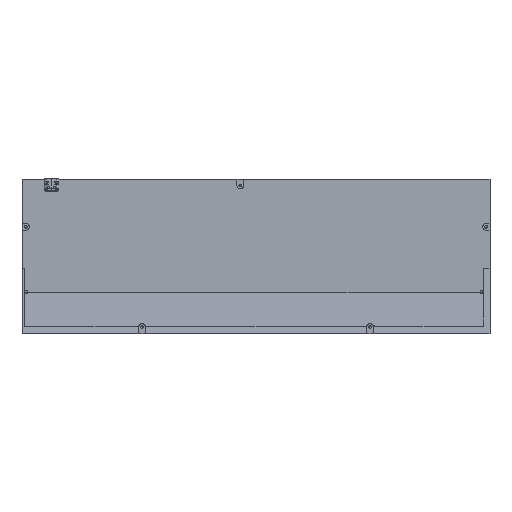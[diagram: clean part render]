
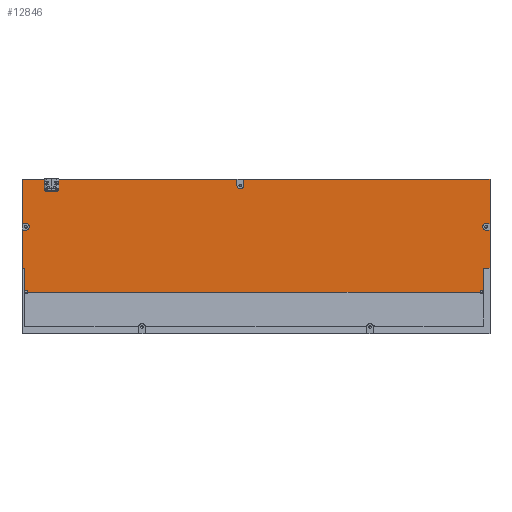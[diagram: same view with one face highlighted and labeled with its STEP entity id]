
A CAD part, top view. The second image highlights one B-rep face of the part: STEP entity #12846.
In plain terms, the highlighted planar face has unit normal (0, 0, 1).
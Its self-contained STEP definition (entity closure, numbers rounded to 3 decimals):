
#29=ELLIPSE('',#13859,1.006,1.);
#30=ELLIPSE('',#13861,1.006,1.);
#529=CIRCLE('',#13901,2.);
#531=CIRCLE('',#13908,2.);
#533=CIRCLE('',#13914,2.);
#1250=FACE_OUTER_BOUND('',#1959,.T.);
#1959=EDGE_LOOP('',(#10842,#10843,#10844,#10845,#10846,#10847,#10848,#10849,
#10850,#10851,#10852,#10853,#10854,#10855,#10856,#10857,#10858,#10859,#10860,
#10861,#10862,#10863));
#3253=LINE('',#20691,#4629);
#3283=LINE('',#20813,#4659);
#3288=LINE('',#20827,#4664);
#3292=LINE('',#20835,#4668);
#3296=LINE('',#20842,#4672);
#3297=LINE('',#20846,#4673);
#3302=LINE('',#20860,#4678);
#3306=LINE('',#20868,#4682);
#3311=LINE('',#20876,#4687);
#3314=LINE('',#20888,#4690);
#3317=LINE('',#20894,#4693);
#3321=LINE('',#20902,#4697);
#3322=LINE('',#20903,#4698);
#3323=LINE('',#20904,#4699);
#3324=LINE('',#20906,#4700);
#3325=LINE('',#20908,#4701);
#3326=LINE('',#20909,#4702);
#4629=VECTOR('',#17090,10.);
#4659=VECTOR('',#17216,10.);
#4664=VECTOR('',#17229,10.);
#4668=VECTOR('',#17237,10.);
#4672=VECTOR('',#17241,10.);
#4673=VECTOR('',#17244,10.);
#4678=VECTOR('',#17257,10.);
#4682=VECTOR('',#17265,10.);
#4687=VECTOR('',#17270,10.);
#4690=VECTOR('',#17281,10.);
#4693=VECTOR('',#17286,10.);
#4697=VECTOR('',#17294,10.);
#4698=VECTOR('',#17295,10.);
#4699=VECTOR('',#17296,10.);
#4700=VECTOR('',#17297,10.);
#4701=VECTOR('',#17298,10.);
#4702=VECTOR('',#17299,10.);
#5725=VERTEX_POINT('',#20673);
#5726=VERTEX_POINT('',#20674);
#5727=VERTEX_POINT('',#20680);
#5728=VERTEX_POINT('',#20681);
#5771=VERTEX_POINT('',#20811);
#5772=VERTEX_POINT('',#20812);
#5775=VERTEX_POINT('',#20820);
#5777=VERTEX_POINT('',#20826);
#5779=VERTEX_POINT('',#20834);
#5782=VERTEX_POINT('',#20840);
#5783=VERTEX_POINT('',#20844);
#5784=VERTEX_POINT('',#20845);
#5787=VERTEX_POINT('',#20853);
#5789=VERTEX_POINT('',#20859);
#5791=VERTEX_POINT('',#20867);
#5795=VERTEX_POINT('',#20878);
#5796=VERTEX_POINT('',#20879);
#5799=VERTEX_POINT('',#20887);
#5801=VERTEX_POINT('',#20893);
#5803=VERTEX_POINT('',#20901);
#5804=VERTEX_POINT('',#20905);
#5805=VERTEX_POINT('',#20907);
#7396=EDGE_CURVE('',#5727,#5726,#3253,.T.);
#7408=EDGE_CURVE('',#5726,#5725,#29,.T.);
#7409=EDGE_CURVE('',#5728,#5727,#30,.T.);
#7454=EDGE_CURVE('',#5771,#5772,#3283,.T.);
#7458=EDGE_CURVE('',#5775,#5771,#529,.T.);
#7461=EDGE_CURVE('',#5777,#5775,#3288,.T.);
#7465=EDGE_CURVE('',#5777,#5779,#3292,.T.);
#7469=EDGE_CURVE('',#5782,#5772,#3296,.T.);
#7470=EDGE_CURVE('',#5783,#5784,#3297,.T.);
#7474=EDGE_CURVE('',#5787,#5783,#531,.T.);
#7477=EDGE_CURVE('',#5789,#5787,#3302,.T.);
#7481=EDGE_CURVE('',#5789,#5791,#3306,.T.);
#7486=EDGE_CURVE('',#5779,#5784,#3311,.T.);
#7487=EDGE_CURVE('',#5795,#5796,#533,.T.);
#7491=EDGE_CURVE('',#5799,#5795,#3314,.T.);
#7494=EDGE_CURVE('',#5796,#5801,#3317,.T.);
#7498=EDGE_CURVE('',#5803,#5725,#3321,.F.);
#7499=EDGE_CURVE('',#5803,#5791,#3322,.T.);
#7500=EDGE_CURVE('',#5799,#5782,#3323,.T.);
#7501=EDGE_CURVE('',#5804,#5801,#3324,.T.);
#7502=EDGE_CURVE('',#5804,#5805,#3325,.T.);
#7503=EDGE_CURVE('',#5728,#5805,#3326,.T.);
#10842=ORIENTED_EDGE('',*,*,#7408,.T.);
#10843=ORIENTED_EDGE('',*,*,#7498,.F.);
#10844=ORIENTED_EDGE('',*,*,#7499,.T.);
#10845=ORIENTED_EDGE('',*,*,#7481,.F.);
#10846=ORIENTED_EDGE('',*,*,#7477,.T.);
#10847=ORIENTED_EDGE('',*,*,#7474,.T.);
#10848=ORIENTED_EDGE('',*,*,#7470,.T.);
#10849=ORIENTED_EDGE('',*,*,#7486,.F.);
#10850=ORIENTED_EDGE('',*,*,#7465,.F.);
#10851=ORIENTED_EDGE('',*,*,#7461,.T.);
#10852=ORIENTED_EDGE('',*,*,#7458,.T.);
#10853=ORIENTED_EDGE('',*,*,#7454,.T.);
#10854=ORIENTED_EDGE('',*,*,#7469,.F.);
#10855=ORIENTED_EDGE('',*,*,#7500,.F.);
#10856=ORIENTED_EDGE('',*,*,#7491,.T.);
#10857=ORIENTED_EDGE('',*,*,#7487,.T.);
#10858=ORIENTED_EDGE('',*,*,#7494,.T.);
#10859=ORIENTED_EDGE('',*,*,#7501,.F.);
#10860=ORIENTED_EDGE('',*,*,#7502,.T.);
#10861=ORIENTED_EDGE('',*,*,#7503,.F.);
#10862=ORIENTED_EDGE('',*,*,#7409,.T.);
#10863=ORIENTED_EDGE('',*,*,#7396,.T.);
#11475=PLANE('',#13919);
#12846=ADVANCED_FACE('',(#1250),#11475,.T.);
#13859=AXIS2_PLACEMENT_3D('',#20714,#17110,#17111);
#13861=AXIS2_PLACEMENT_3D('',#20716,#17114,#17115);
#13901=AXIS2_PLACEMENT_3D('',#20821,#17222,#17223);
#13908=AXIS2_PLACEMENT_3D('',#20854,#17250,#17251);
#13914=AXIS2_PLACEMENT_3D('',#20880,#17273,#17274);
#13919=AXIS2_PLACEMENT_3D('',#20900,#17292,#17293);
#17090=DIRECTION('',(1.,0.,0.));
#17110=DIRECTION('center_axis',(0.,0.,-1.));
#17111=DIRECTION('ref_axis',(0.,-1.,0.));
#17114=DIRECTION('center_axis',(0.,0.,-1.));
#17115=DIRECTION('ref_axis',(0.,-1.,0.));
#17216=DIRECTION('',(0.,1.,0.));
#17222=DIRECTION('center_axis',(0.,0.,-1.));
#17223=DIRECTION('ref_axis',(1.,0.,0.));
#17229=DIRECTION('',(0.,-1.,0.));
#17237=DIRECTION('',(1.,0.,0.));
#17241=DIRECTION('',(1.,0.,0.));
#17244=DIRECTION('',(1.,0.,0.));
#17250=DIRECTION('center_axis',(0.,0.,-1.));
#17251=DIRECTION('ref_axis',(1.,0.,0.));
#17257=DIRECTION('',(-1.,0.,0.));
#17265=DIRECTION('',(0.,-1.,0.));
#17270=DIRECTION('',(0.,-1.,0.));
#17273=DIRECTION('center_axis',(0.,0.,-1.));
#17274=DIRECTION('ref_axis',(1.,0.,0.));
#17281=DIRECTION('',(1.,0.,0.));
#17286=DIRECTION('',(-1.,0.,0.));
#17292=DIRECTION('center_axis',(0.,0.,1.));
#17293=DIRECTION('ref_axis',(0.,-1.,0.));
#17294=DIRECTION('',(0.,1.,0.));
#17295=DIRECTION('',(1.,0.,0.));
#17296=DIRECTION('',(0.,1.,0.));
#17297=DIRECTION('',(0.,1.,0.));
#17298=DIRECTION('',(1.,0.,0.));
#17299=DIRECTION('',(0.,1.,0.));
#20673=CARTESIAN_POINT('',(271.039,-58.603,-8.5));
#20674=CARTESIAN_POINT('',(269.039,-58.603,-8.5));
#20680=CARTESIAN_POINT('',(-4.839,-58.603,-8.5));
#20681=CARTESIAN_POINT('',(-6.839,-58.603,-8.5));
#20691=CARTESIAN_POINT('',(-6.839,-58.603,-8.5));
#20714=CARTESIAN_POINT('Origin',(270.039,-58.603,-8.5));
#20716=CARTESIAN_POINT('Origin',(-5.839,-58.603,-8.5));
#20811=CARTESIAN_POINT('',(121.825,5.92,-8.5));
#20812=CARTESIAN_POINT('',(121.825,9.827,-8.5));
#20813=CARTESIAN_POINT('',(121.825,7.873,-8.5));
#20820=CARTESIAN_POINT('',(125.825,5.92,-8.5));
#20821=CARTESIAN_POINT('Origin',(123.825,5.92,-8.5));
#20826=CARTESIAN_POINT('',(125.825,9.827,-8.5));
#20827=CARTESIAN_POINT('',(125.825,9.827,-8.5));
#20834=CARTESIAN_POINT('',(275.039,9.827,-8.5));
#20835=CARTESIAN_POINT('',(-8.339,9.827,-8.5));
#20840=CARTESIAN_POINT('',(-8.339,9.827,-8.5));
#20842=CARTESIAN_POINT('',(-8.339,9.827,-8.5));
#20844=CARTESIAN_POINT('',(272.653,-17.05,-8.5));
#20845=CARTESIAN_POINT('',(275.039,-17.05,-8.5));
#20846=CARTESIAN_POINT('',(132.157,-17.05,-8.5));
#20853=CARTESIAN_POINT('',(272.653,-21.05,-8.5));
#20854=CARTESIAN_POINT('Origin',(272.653,-19.05,-8.5));
#20859=CARTESIAN_POINT('',(275.039,-21.05,-8.5));
#20860=CARTESIAN_POINT('',(133.35,-21.05,-8.5));
#20867=CARTESIAN_POINT('',(275.039,-44.252,-8.5));
#20868=CARTESIAN_POINT('',(275.039,-13.541,-8.5));
#20876=CARTESIAN_POINT('',(275.039,-13.541,-8.5));
#20878=CARTESIAN_POINT('',(-5.953,-17.05,-8.5));
#20879=CARTESIAN_POINT('',(-5.953,-21.05,-8.5));
#20880=CARTESIAN_POINT('Origin',(-5.953,-19.05,-8.5));
#20887=CARTESIAN_POINT('',(-8.339,-17.05,-8.5));
#20888=CARTESIAN_POINT('',(-8.339,-17.05,-8.5));
#20893=CARTESIAN_POINT('',(-8.339,-21.05,-8.5));
#20894=CARTESIAN_POINT('',(-7.146,-21.05,-8.5));
#20900=CARTESIAN_POINT('Origin',(-8.339,9.827,-8.5));
#20901=CARTESIAN_POINT('',(271.039,-44.252,-8.5));
#20902=CARTESIAN_POINT('',(271.039,-60.151,-8.5));
#20903=CARTESIAN_POINT('',(-8.339,-44.252,-8.5));
#20904=CARTESIAN_POINT('',(-8.339,-40.581,-8.5));
#20905=CARTESIAN_POINT('',(-8.339,-44.252,-8.5));
#20906=CARTESIAN_POINT('',(-8.339,-40.581,-8.5));
#20907=CARTESIAN_POINT('',(-6.839,-44.252,-8.5));
#20908=CARTESIAN_POINT('',(-8.339,-44.252,-8.5));
#20909=CARTESIAN_POINT('',(-6.839,-52.976,-8.5));
